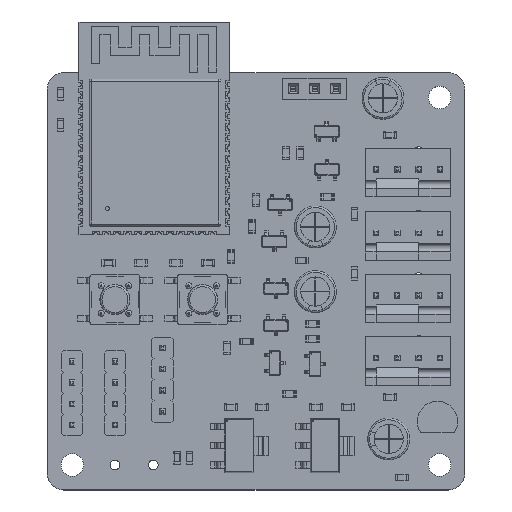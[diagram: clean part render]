
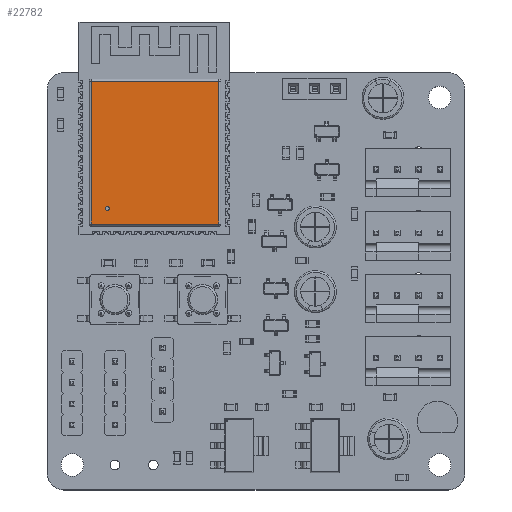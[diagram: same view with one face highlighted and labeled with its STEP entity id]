
A CAD part, top view. The second image highlights one B-rep face of the part: STEP entity #22782.
In plain terms, the highlighted planar face has unit normal (0, 0, 1).
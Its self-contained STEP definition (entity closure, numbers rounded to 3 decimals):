
#22606 = VERTEX_POINT('',#22607);
#22607 = CARTESIAN_POINT('',(-7.55,5.65,3.1));
#22614 = EDGE_CURVE('',#22606,#22615,#22617,.T.);
#22615 = VERTEX_POINT('',#22616);
#22616 = CARTESIAN_POINT('',(7.75,5.65,3.1));
#22617 = LINE('',#22618,#22619);
#22618 = CARTESIAN_POINT('',(-7.8,5.65,3.1));
#22619 = VECTOR('',#22620,1.);
#22620 = DIRECTION('',(1.,0.,0.));
#22782 = ADVANCED_FACE('',(#22783,#22808),#22819,.T.);
#22783 = FACE_BOUND('',#22784,.T.);
#22784 = EDGE_LOOP('',(#22785,#22795,#22801,#22802));
#22785 = ORIENTED_EDGE('',*,*,#22786,.F.);
#22786 = EDGE_CURVE('',#22787,#22789,#22791,.T.);
#22787 = VERTEX_POINT('',#22788);
#22788 = CARTESIAN_POINT('',(7.75,-11.45,3.1));
#22789 = VERTEX_POINT('',#22790);
#22790 = CARTESIAN_POINT('',(-7.55,-11.45,3.1));
#22791 = LINE('',#22792,#22793);
#22792 = CARTESIAN_POINT('',(8.,-11.45,3.1));
#22793 = VECTOR('',#22794,1.);
#22794 = DIRECTION('',(-1.,0.,0.));
#22795 = ORIENTED_EDGE('',*,*,#22796,.F.);
#22796 = EDGE_CURVE('',#22615,#22787,#22797,.T.);
#22797 = LINE('',#22798,#22799);
#22798 = CARTESIAN_POINT('',(7.75,5.9,3.1));
#22799 = VECTOR('',#22800,1.);
#22800 = DIRECTION('',(0.,-1.,0.));
#22801 = ORIENTED_EDGE('',*,*,#22614,.F.);
#22802 = ORIENTED_EDGE('',*,*,#22803,.F.);
#22803 = EDGE_CURVE('',#22789,#22606,#22804,.T.);
#22804 = LINE('',#22805,#22806);
#22805 = CARTESIAN_POINT('',(-7.55,-11.7,3.1));
#22806 = VECTOR('',#22807,1.);
#22807 = DIRECTION('',(0.,1.,0.));
#22808 = FACE_BOUND('',#22809,.T.);
#22809 = EDGE_LOOP('',(#22810));
#22810 = ORIENTED_EDGE('',*,*,#22811,.F.);
#22811 = EDGE_CURVE('',#22812,#22812,#22814,.T.);
#22812 = VERTEX_POINT('',#22813);
#22813 = CARTESIAN_POINT('',(-5.35,-9.6,3.1));
#22814 = CIRCLE('',#22815,0.25);
#22815 = AXIS2_PLACEMENT_3D('',#22816,#22817,#22818);
#22816 = CARTESIAN_POINT('',(-5.6,-9.6,3.1));
#22817 = DIRECTION('',(0.,0.,1.));
#22818 = DIRECTION('',(1.,0.,-0.));
#22819 = PLANE('',#22820);
#22820 = AXIS2_PLACEMENT_3D('',#22821,#22822,#22823);
#22821 = CARTESIAN_POINT('',(0.1,-2.9,3.1));
#22822 = DIRECTION('',(0.,0.,1.));
#22823 = DIRECTION('',(1.,0.,-0.));
